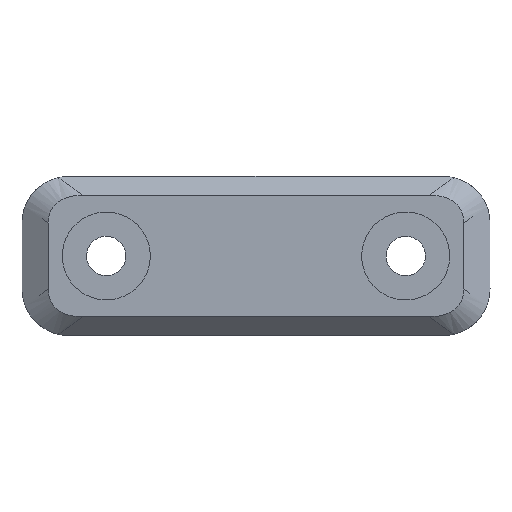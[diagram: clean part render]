
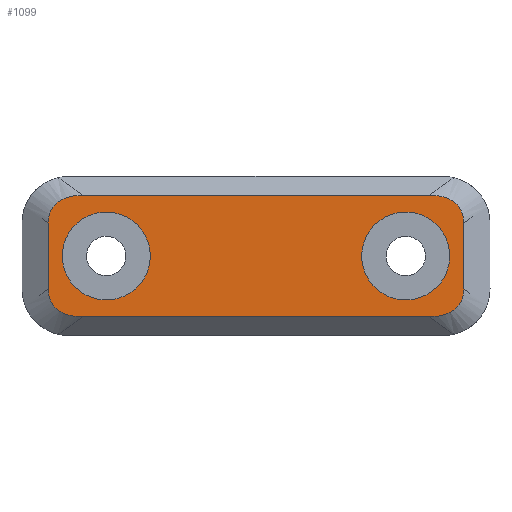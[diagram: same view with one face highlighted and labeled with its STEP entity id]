
A CAD part, front view. The second image highlights one B-rep face of the part: STEP entity #1099.
In plain terms, the highlighted free-form (B-spline) face has degree [1, 1] with [2, 2] control points.
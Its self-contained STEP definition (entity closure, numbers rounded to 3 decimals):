
#300=CARTESIAN_POINT('',(-20.686,-6.6,-0.369));
#301=VERTEX_POINT('',#300);
#307=CARTESIAN_POINT('',(-16.0,-6.6,-4.7));
#308=VERTEX_POINT('',#307);
#309=CARTESIAN_POINT('',(-16.0,-6.6,-4.7));
#310=CARTESIAN_POINT('',(-20.345,-6.6,-4.7));
#311=CARTESIAN_POINT('',(-20.686,-6.6,-0.369));
#319=(BOUNDED_CURVE()B_SPLINE_CURVE(2,(#309,#310,#311),.UNSPECIFIED.,.F.,.U.)B_SPLINE_CURVE_WITH_KNOTS((3,3),(0.0,0.236),.UNSPECIFIED.)CURVE()GEOMETRIC_REPRESENTATION_ITEM()RATIONAL_B_SPLINE_CURVE((1.0,0.723,0.97))REPRESENTATION_ITEM(''));
#320=EDGE_CURVE('',#308,#301,#319,.T.);
#322=CARTESIAN_POINT('',(-11.314,-6.6,0.369));
#323=VERTEX_POINT('',#322);
#324=CARTESIAN_POINT('',(-11.314,-6.6,0.369));
#325=CARTESIAN_POINT('',(-11.3,-6.6,0.185));
#326=CARTESIAN_POINT('',(-11.3,-6.6,0.0));
#327=CARTESIAN_POINT('',(-11.3,-6.6,-4.7));
#328=CARTESIAN_POINT('',(-16.0,-6.6,-4.7));
#336=(BOUNDED_CURVE()B_SPLINE_CURVE(2,(#324,#325,#326,#327,#328),.UNSPECIFIED.,.F.,.U.)B_SPLINE_CURVE_WITH_KNOTS((3,2,3),(0.736,0.75,1.0),.UNSPECIFIED.)CURVE()GEOMETRIC_REPRESENTATION_ITEM()RATIONAL_B_SPLINE_CURVE((0.97,0.984,1.0,0.707,1.0))REPRESENTATION_ITEM(''));
#337=EDGE_CURVE('',#323,#308,#336,.T.);
#369=CARTESIAN_POINT('',(-16.0,-6.6,4.7));
#370=VERTEX_POINT('',#369);
#371=CARTESIAN_POINT('',(-16.0,-6.6,4.7));
#372=CARTESIAN_POINT('',(-11.655,-6.6,4.7));
#373=CARTESIAN_POINT('',(-11.314,-6.6,0.369));
#381=(BOUNDED_CURVE()B_SPLINE_CURVE(2,(#371,#372,#373),.UNSPECIFIED.,.F.,.U.)B_SPLINE_CURVE_WITH_KNOTS((3,3),(0.5,0.736),.UNSPECIFIED.)CURVE()GEOMETRIC_REPRESENTATION_ITEM()RATIONAL_B_SPLINE_CURVE((1.0,0.723,0.97))REPRESENTATION_ITEM(''));
#382=EDGE_CURVE('',#370,#323,#381,.T.);
#384=CARTESIAN_POINT('',(-20.686,-6.6,-0.369));
#385=CARTESIAN_POINT('',(-20.7,-6.6,-0.185));
#386=CARTESIAN_POINT('',(-20.7,-6.6,0.0));
#387=CARTESIAN_POINT('',(-20.7,-6.6,4.7));
#388=CARTESIAN_POINT('',(-16.0,-6.6,4.7));
#396=(BOUNDED_CURVE()B_SPLINE_CURVE(2,(#384,#385,#386,#387,#388),.UNSPECIFIED.,.F.,.U.)B_SPLINE_CURVE_WITH_KNOTS((3,2,3),(0.236,0.25,0.5),.UNSPECIFIED.)CURVE()GEOMETRIC_REPRESENTATION_ITEM()RATIONAL_B_SPLINE_CURVE((0.97,0.984,1.0,0.707,1.0))REPRESENTATION_ITEM(''));
#397=EDGE_CURVE('',#301,#370,#396,.T.);
#544=CARTESIAN_POINT('',(20.691,-6.6,-0.287));
#545=VERTEX_POINT('',#544);
#551=CARTESIAN_POINT('',(16.0,-6.6,4.7));
#552=VERTEX_POINT('',#551);
#553=CARTESIAN_POINT('',(20.691,-6.6,-0.287));
#554=CARTESIAN_POINT('',(20.7,-6.6,-0.144));
#555=CARTESIAN_POINT('',(20.7,-6.6,0.0));
#556=CARTESIAN_POINT('',(20.7,-6.6,4.7));
#557=CARTESIAN_POINT('',(16.0,-6.6,4.7));
#565=(BOUNDED_CURVE()B_SPLINE_CURVE(2,(#553,#554,#555,#556,#557),.UNSPECIFIED.,.F.,.U.)B_SPLINE_CURVE_WITH_KNOTS((3,2,3),(0.239,0.25,0.5),.UNSPECIFIED.)CURVE()GEOMETRIC_REPRESENTATION_ITEM()RATIONAL_B_SPLINE_CURVE((0.976,0.988,1.0,0.707,1.0))REPRESENTATION_ITEM(''));
#566=EDGE_CURVE('',#545,#552,#565,.T.);
#568=CARTESIAN_POINT('',(11.309,-6.6,0.287));
#569=VERTEX_POINT('',#568);
#570=CARTESIAN_POINT('',(16.0,-6.6,4.7));
#571=CARTESIAN_POINT('',(11.579,-6.6,4.7));
#572=CARTESIAN_POINT('',(11.309,-6.6,0.287));
#580=(BOUNDED_CURVE()B_SPLINE_CURVE(2,(#570,#571,#572),.UNSPECIFIED.,.F.,.U.)B_SPLINE_CURVE_WITH_KNOTS((3,3),(0.5,0.739),.UNSPECIFIED.)CURVE()GEOMETRIC_REPRESENTATION_ITEM()RATIONAL_B_SPLINE_CURVE((1.0,0.72,0.976))REPRESENTATION_ITEM(''));
#581=EDGE_CURVE('',#552,#569,#580,.T.);
#613=CARTESIAN_POINT('',(16.0,-6.6,-4.7));
#614=VERTEX_POINT('',#613);
#615=CARTESIAN_POINT('',(11.309,-6.6,0.287));
#616=CARTESIAN_POINT('',(11.3,-6.6,0.144));
#617=CARTESIAN_POINT('',(11.3,-6.6,0.0));
#618=CARTESIAN_POINT('',(11.3,-6.6,-4.7));
#619=CARTESIAN_POINT('',(16.0,-6.6,-4.7));
#627=(BOUNDED_CURVE()B_SPLINE_CURVE(2,(#615,#616,#617,#618,#619),.UNSPECIFIED.,.F.,.U.)B_SPLINE_CURVE_WITH_KNOTS((3,2,3),(0.739,0.75,1.0),.UNSPECIFIED.)CURVE()GEOMETRIC_REPRESENTATION_ITEM()RATIONAL_B_SPLINE_CURVE((0.976,0.988,1.0,0.707,1.0))REPRESENTATION_ITEM(''));
#628=EDGE_CURVE('',#569,#614,#627,.T.);
#630=CARTESIAN_POINT('',(16.0,-6.6,-4.7));
#631=CARTESIAN_POINT('',(20.421,-6.6,-4.7));
#632=CARTESIAN_POINT('',(20.691,-6.6,-0.287));
#640=(BOUNDED_CURVE()B_SPLINE_CURVE(2,(#630,#631,#632),.UNSPECIFIED.,.F.,.U.)B_SPLINE_CURVE_WITH_KNOTS((3,3),(0.0,0.239),.UNSPECIFIED.)CURVE()GEOMETRIC_REPRESENTATION_ITEM()RATIONAL_B_SPLINE_CURVE((1.0,0.72,0.976))REPRESENTATION_ITEM(''));
#641=EDGE_CURVE('',#614,#545,#640,.T.);
#783=CARTESIAN_POINT('',(-18.547,-6.6,6.5));
#784=VERTEX_POINT('',#783);
#785=CARTESIAN_POINT('',(-22.2,-6.6,3.498));
#786=VERTEX_POINT('',#785);
#787=CARTESIAN_POINT('',(-18.547,-6.6,6.5));
#788=CARTESIAN_POINT('',(-22.2,-6.6,6.5));
#789=CARTESIAN_POINT('',(-22.2,-6.6,3.498));
#797=(BOUNDED_CURVE()B_SPLINE_CURVE(2,(#787,#788,#789),.UNSPECIFIED.,.F.,.U.)CURVE()GEOMETRIC_REPRESENTATION_ITEM()QUASI_UNIFORM_CURVE()RATIONAL_B_SPLINE_CURVE((1.0,0.888,1.0))REPRESENTATION_ITEM(''));
#798=EDGE_CURVE('',#784,#786,#797,.T.);
#889=CARTESIAN_POINT('',(-22.2,-6.6,-3.498));
#890=VERTEX_POINT('',#889);
#896=CARTESIAN_POINT('',(-22.2,-6.6,3.498));
#897=CARTESIAN_POINT('',(-22.2,-6.6,-3.498));
#898=QUASI_UNIFORM_CURVE('',1,(#896,#897),.UNSPECIFIED.,.F.,.U.);
#899=EDGE_CURVE('',#786,#890,#898,.T.);
#909=CARTESIAN_POINT('',(18.547,-6.6,6.5));
#910=VERTEX_POINT('',#909);
#911=CARTESIAN_POINT('',(18.547,-6.6,6.5));
#912=CARTESIAN_POINT('',(-18.547,-6.6,6.5));
#913=QUASI_UNIFORM_CURVE('',1,(#911,#912),.UNSPECIFIED.,.F.,.U.);
#914=EDGE_CURVE('',#910,#784,#913,.T.);
#991=CARTESIAN_POINT('',(18.547,-6.6,-6.5));
#992=VERTEX_POINT('',#991);
#998=CARTESIAN_POINT('',(-18.547,-6.6,-6.5));
#999=VERTEX_POINT('',#998);
#1000=CARTESIAN_POINT('',(-18.547,-6.6,-6.5));
#1001=CARTESIAN_POINT('',(18.547,-6.6,-6.5));
#1002=QUASI_UNIFORM_CURVE('',1,(#1000,#1001),.UNSPECIFIED.,.F.,.U.);
#1003=EDGE_CURVE('',#999,#992,#1002,.T.);
#1028=CARTESIAN_POINT('',(-24.418,-6.6,7.149));
#1029=CARTESIAN_POINT('',(24.418,-6.6,7.149));
#1030=CARTESIAN_POINT('',(-24.418,-6.6,-7.149));
#1031=CARTESIAN_POINT('',(24.418,-6.6,-7.149));
#1032=B_SPLINE_SURFACE_WITH_KNOTS('',1,1,((#1028,#1030),(#1029,#1031)),.UNSPECIFIED.,.F.,.F.,.U.,(2,2),(2,2),(0.0,48.836),(0.0,14.299),.UNSPECIFIED.);
#1033=ORIENTED_EDGE('',*,*,#1003,.T.);
#1034=CARTESIAN_POINT('',(22.2,-6.6,-3.498));
#1035=VERTEX_POINT('',#1034);
#1036=CARTESIAN_POINT('',(18.547,-6.6,-6.5));
#1037=CARTESIAN_POINT('',(22.2,-6.6,-6.5));
#1038=CARTESIAN_POINT('',(22.2,-6.6,-3.498));
#1046=(BOUNDED_CURVE()B_SPLINE_CURVE(2,(#1036,#1037,#1038),.UNSPECIFIED.,.F.,.U.)CURVE()GEOMETRIC_REPRESENTATION_ITEM()QUASI_UNIFORM_CURVE()RATIONAL_B_SPLINE_CURVE((1.0,0.888,1.0))REPRESENTATION_ITEM(''));
#1047=EDGE_CURVE('',#992,#1035,#1046,.T.);
#1048=ORIENTED_EDGE('',*,*,#1047,.T.);
#1049=CARTESIAN_POINT('',(22.2,-6.6,3.498));
#1050=VERTEX_POINT('',#1049);
#1051=CARTESIAN_POINT('',(22.2,-6.6,-3.498));
#1052=CARTESIAN_POINT('',(22.2,-6.6,3.498));
#1053=QUASI_UNIFORM_CURVE('',1,(#1051,#1052),.UNSPECIFIED.,.F.,.U.);
#1054=EDGE_CURVE('',#1035,#1050,#1053,.T.);
#1055=ORIENTED_EDGE('',*,*,#1054,.T.);
#1056=CARTESIAN_POINT('',(22.2,-6.6,3.498));
#1057=CARTESIAN_POINT('',(22.2,-6.6,6.5));
#1058=CARTESIAN_POINT('',(18.547,-6.6,6.5));
#1066=(BOUNDED_CURVE()B_SPLINE_CURVE(2,(#1056,#1057,#1058),.UNSPECIFIED.,.F.,.U.)CURVE()GEOMETRIC_REPRESENTATION_ITEM()QUASI_UNIFORM_CURVE()RATIONAL_B_SPLINE_CURVE((1.0,0.888,1.0))REPRESENTATION_ITEM(''));
#1067=EDGE_CURVE('',#1050,#910,#1066,.T.);
#1068=ORIENTED_EDGE('',*,*,#1067,.T.);
#1069=ORIENTED_EDGE('',*,*,#914,.T.);
#1070=ORIENTED_EDGE('',*,*,#798,.T.);
#1071=ORIENTED_EDGE('',*,*,#899,.T.);
#1072=CARTESIAN_POINT('',(-22.2,-6.6,-3.498));
#1073=CARTESIAN_POINT('',(-22.2,-6.6,-6.5));
#1074=CARTESIAN_POINT('',(-18.547,-6.6,-6.5));
#1082=(BOUNDED_CURVE()B_SPLINE_CURVE(2,(#1072,#1073,#1074),.UNSPECIFIED.,.F.,.U.)CURVE()GEOMETRIC_REPRESENTATION_ITEM()QUASI_UNIFORM_CURVE()RATIONAL_B_SPLINE_CURVE((1.0,0.888,1.0))REPRESENTATION_ITEM(''));
#1083=EDGE_CURVE('',#890,#999,#1082,.T.);
#1084=ORIENTED_EDGE('',*,*,#1083,.T.);
#1085=EDGE_LOOP('',(#1033,#1048,#1055,#1068,#1069,#1070,#1071,#1084));
#1086=FACE_OUTER_BOUND('',#1085,.T.);
#1087=ORIENTED_EDGE('',*,*,#581,.F.);
#1088=ORIENTED_EDGE('',*,*,#566,.F.);
#1089=ORIENTED_EDGE('',*,*,#641,.F.);
#1090=ORIENTED_EDGE('',*,*,#628,.F.);
#1091=EDGE_LOOP('',(#1087,#1088,#1089,#1090));
#1092=FACE_BOUND('',#1091,.T.);
#1093=ORIENTED_EDGE('',*,*,#382,.T.);
#1094=ORIENTED_EDGE('',*,*,#337,.T.);
#1095=ORIENTED_EDGE('',*,*,#320,.T.);
#1096=ORIENTED_EDGE('',*,*,#397,.T.);
#1097=EDGE_LOOP('',(#1093,#1094,#1095,#1096));
#1098=FACE_BOUND('',#1097,.T.);
#1099=ADVANCED_FACE('',(#1086,#1092,#1098),#1032,.F.);
